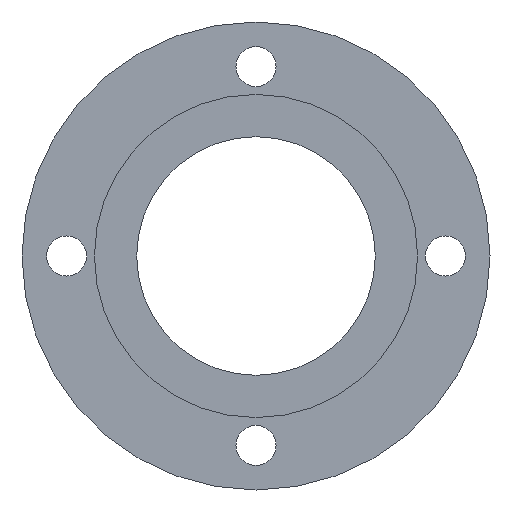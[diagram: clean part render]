
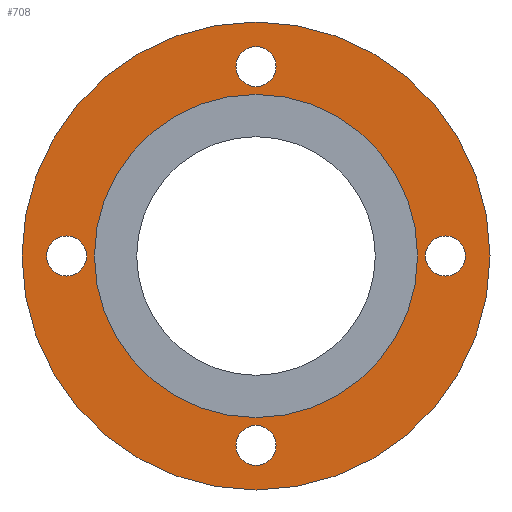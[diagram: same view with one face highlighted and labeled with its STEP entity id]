
A CAD part, front view. The second image highlights one B-rep face of the part: STEP entity #708.
In plain terms, the highlighted planar face has unit normal (0, -1, 0).
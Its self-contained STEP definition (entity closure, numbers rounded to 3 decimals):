
#9 = DIRECTION ( 'NONE',  ( 0., 1., 0. ) ) ;
#24 = CARTESIAN_POINT ( 'NONE',  ( 0., 3., 94. ) ) ;
#29 = AXIS2_PLACEMENT_3D ( 'NONE', #370, #47, #179 ) ;
#30 = VERTEX_POINT ( 'NONE', #287 ) ;
#33 = DIRECTION ( 'NONE',  ( 0., 0., -1. ) ) ;
#42 = EDGE_CURVE ( 'NONE', #636, #216, #721, .T. ) ;
#46 = VERTEX_POINT ( 'NONE', #717 ) ;
#47 = DIRECTION ( 'NONE',  ( 0., 1., 0. ) ) ;
#59 = DIRECTION ( 'NONE',  ( 0., 0., -1. ) ) ;
#60 = AXIS2_PLACEMENT_3D ( 'NONE', #650, #583, #278 ) ;
#74 = VERTEX_POINT ( 'NONE', #24 ) ;
#75 = AXIS2_PLACEMENT_3D ( 'NONE', #763, #9, #392 ) ;
#85 = DIRECTION ( 'NONE',  ( 0., 0., -1. ) ) ;
#97 = CIRCLE ( 'NONE', #75, 72.5 ) ;
#116 = CARTESIAN_POINT ( 'NONE',  ( -85., 3., 0. ) ) ;
#124 = EDGE_CURVE ( 'NONE', #338, #419, #785, .T. ) ;
#133 = AXIS2_PLACEMENT_3D ( 'NONE', #369, #616, #259 ) ;
#141 = ORIENTED_EDGE ( 'NONE', *, *, #725, .F. ) ;
#142 = EDGE_CURVE ( 'NONE', #793, #343, #443, .T. ) ;
#152 = VERTEX_POINT ( 'NONE', #775 ) ;
#169 = ORIENTED_EDGE ( 'NONE', *, *, #124, .F. ) ;
#170 = CIRCLE ( 'NONE', #29, 105. ) ;
#177 = AXIS2_PLACEMENT_3D ( 'NONE', #807, #266, #514 ) ;
#179 = DIRECTION ( 'NONE',  ( 0., 0., 1. ) ) ;
#185 = CARTESIAN_POINT ( 'NONE',  ( 0., 3., -94. ) ) ;
#188 = DIRECTION ( 'NONE',  ( 0., -1., 0. ) ) ;
#204 = EDGE_LOOP ( 'NONE', ( #223, #169 ) ) ;
#207 = CARTESIAN_POINT ( 'NONE',  ( 0., 3., 85. ) ) ;
#209 = ORIENTED_EDGE ( 'NONE', *, *, #800, .F. ) ;
#214 = CIRCLE ( 'NONE', #501, 9. ) ;
#216 = VERTEX_POINT ( 'NONE', #185 ) ;
#220 = VERTEX_POINT ( 'NONE', #429 ) ;
#223 = ORIENTED_EDGE ( 'NONE', *, *, #712, .F. ) ;
#229 = ORIENTED_EDGE ( 'NONE', *, *, #142, .F. ) ;
#230 = AXIS2_PLACEMENT_3D ( 'NONE', #464, #656, #713 ) ;
#235 = DIRECTION ( 'NONE',  ( 0., -1., 0. ) ) ;
#243 = CIRCLE ( 'NONE', #177, 9. ) ;
#246 = FACE_BOUND ( 'NONE', #376, .T. ) ;
#250 = DIRECTION ( 'NONE',  ( 0., 0., 1. ) ) ;
#256 = CARTESIAN_POINT ( 'NONE',  ( 0., 3., 72.5 ) ) ;
#259 = DIRECTION ( 'NONE',  ( 0., 0., -1. ) ) ;
#263 = DIRECTION ( 'NONE',  ( 0., 1., 0. ) ) ;
#266 = DIRECTION ( 'NONE',  ( 0., -1., 0. ) ) ;
#270 = DIRECTION ( 'NONE',  ( 0., 0., -1. ) ) ;
#278 = DIRECTION ( 'NONE',  ( 0., 0., 1. ) ) ;
#287 = CARTESIAN_POINT ( 'NONE',  ( 0., 3., 76. ) ) ;
#288 = ORIENTED_EDGE ( 'NONE', *, *, #746, .F. ) ;
#305 = CIRCLE ( 'NONE', #133, 9. ) ;
#312 = DIRECTION ( 'NONE',  ( 0., 0., -1. ) ) ;
#327 = ORIENTED_EDGE ( 'NONE', *, *, #541, .F. ) ;
#338 = VERTEX_POINT ( 'NONE', #506 ) ;
#343 = VERTEX_POINT ( 'NONE', #456 ) ;
#347 = CIRCLE ( 'NONE', #701, 9. ) ;
#354 = EDGE_CURVE ( 'NONE', #74, #30, #347, .T. ) ;
#361 = FACE_BOUND ( 'NONE', #644, .T. ) ;
#365 = DIRECTION ( 'NONE',  ( 0., -1., 0. ) ) ;
#369 = CARTESIAN_POINT ( 'NONE',  ( 0., 3., 85. ) ) ;
#370 = CARTESIAN_POINT ( 'NONE',  ( 0., 3., 0. ) ) ;
#375 = CARTESIAN_POINT ( 'NONE',  ( 0., 3., 72.5 ) ) ;
#376 = EDGE_LOOP ( 'NONE', ( #327, #382 ) ) ;
#380 = CARTESIAN_POINT ( 'NONE',  ( 0., 3., 105. ) ) ;
#382 = ORIENTED_EDGE ( 'NONE', *, *, #354, .F. ) ;
#384 = AXIS2_PLACEMENT_3D ( 'NONE', #562, #263, #250 ) ;
#392 = DIRECTION ( 'NONE',  ( 0., 0., 1. ) ) ;
#395 = AXIS2_PLACEMENT_3D ( 'NONE', #116, #365, #85 ) ;
#404 = EDGE_CURVE ( 'NONE', #220, #481, #97, .T. ) ;
#419 = VERTEX_POINT ( 'NONE', #380 ) ;
#422 = FACE_BOUND ( 'NONE', #527, .T. ) ;
#429 = CARTESIAN_POINT ( 'NONE',  ( 0., 3., -72.5 ) ) ;
#436 = DIRECTION ( 'NONE',  ( 0., -1., 0. ) ) ;
#442 = EDGE_LOOP ( 'NONE', ( #606, #596 ) ) ;
#443 = CIRCLE ( 'NONE', #230, 9. ) ;
#456 = CARTESIAN_POINT ( 'NONE',  ( 85., 3., -9. ) ) ;
#464 = CARTESIAN_POINT ( 'NONE',  ( 85., 3., 0. ) ) ;
#466 = EDGE_CURVE ( 'NONE', #216, #636, #243, .T. ) ;
#481 = VERTEX_POINT ( 'NONE', #375 ) ;
#484 = CARTESIAN_POINT ( 'NONE',  ( 0., 3., -76. ) ) ;
#495 = FACE_BOUND ( 'NONE', #442, .T. ) ;
#500 = DIRECTION ( 'NONE',  ( 0., -1., 0. ) ) ;
#501 = AXIS2_PLACEMENT_3D ( 'NONE', #547, #235, #799 ) ;
#503 = ORIENTED_EDGE ( 'NONE', *, *, #466, .F. ) ;
#506 = CARTESIAN_POINT ( 'NONE',  ( 0., 3., -105. ) ) ;
#514 = DIRECTION ( 'NONE',  ( 0., 0., -1. ) ) ;
#525 = CIRCLE ( 'NONE', #395, 9. ) ;
#527 = EDGE_LOOP ( 'NONE', ( #503, #754 ) ) ;
#529 = AXIS2_PLACEMENT_3D ( 'NONE', #256, #436, #312 ) ;
#538 = CARTESIAN_POINT ( 'NONE',  ( 0., 3., -85. ) ) ;
#541 = EDGE_CURVE ( 'NONE', #30, #74, #305, .T. ) ;
#547 = CARTESIAN_POINT ( 'NONE',  ( -85., 3., 0. ) ) ;
#562 = CARTESIAN_POINT ( 'NONE',  ( 0., 3., 0. ) ) ;
#583 = DIRECTION ( 'NONE',  ( 0., 1., 0. ) ) ;
#596 = ORIENTED_EDGE ( 'NONE', *, *, #404, .T. ) ;
#601 = AXIS2_PLACEMENT_3D ( 'NONE', #617, #188, #59 ) ;
#606 = ORIENTED_EDGE ( 'NONE', *, *, #659, .T. ) ;
#616 = DIRECTION ( 'NONE',  ( 0., -1., 0. ) ) ;
#617 = CARTESIAN_POINT ( 'NONE',  ( 85., 3., 0. ) ) ;
#636 = VERTEX_POINT ( 'NONE', #484 ) ;
#644 = EDGE_LOOP ( 'NONE', ( #209, #141 ) ) ;
#650 = CARTESIAN_POINT ( 'NONE',  ( 0., 3., 0. ) ) ;
#656 = DIRECTION ( 'NONE',  ( 0., -1., 0. ) ) ;
#659 = EDGE_CURVE ( 'NONE', #481, #220, #668, .T. ) ;
#668 = CIRCLE ( 'NONE', #384, 72.5 ) ;
#681 = CARTESIAN_POINT ( 'NONE',  ( 85., 3., 9. ) ) ;
#685 = FACE_BOUND ( 'NONE', #783, .T. ) ;
#692 = AXIS2_PLACEMENT_3D ( 'NONE', #538, #780, #33 ) ;
#701 = AXIS2_PLACEMENT_3D ( 'NONE', #207, #500, #270 ) ;
#708 = ADVANCED_FACE ( 'NONE', ( #685, #246, #361, #422, #495, #744 ), #741, .T. ) ;
#711 = CIRCLE ( 'NONE', #601, 9. ) ;
#712 = EDGE_CURVE ( 'NONE', #419, #338, #170, .T. ) ;
#713 = DIRECTION ( 'NONE',  ( 0., 0., -1. ) ) ;
#717 = CARTESIAN_POINT ( 'NONE',  ( -85., 3., 9. ) ) ;
#721 = CIRCLE ( 'NONE', #692, 9. ) ;
#725 = EDGE_CURVE ( 'NONE', #46, #152, #214, .T. ) ;
#741 = PLANE ( 'NONE',  #529 ) ;
#744 = FACE_OUTER_BOUND ( 'NONE', #204, .T. ) ;
#746 = EDGE_CURVE ( 'NONE', #343, #793, #711, .T. ) ;
#754 = ORIENTED_EDGE ( 'NONE', *, *, #42, .F. ) ;
#763 = CARTESIAN_POINT ( 'NONE',  ( 0., 3., 0. ) ) ;
#775 = CARTESIAN_POINT ( 'NONE',  ( -85., 3., -9. ) ) ;
#780 = DIRECTION ( 'NONE',  ( 0., -1., 0. ) ) ;
#783 = EDGE_LOOP ( 'NONE', ( #288, #229 ) ) ;
#785 = CIRCLE ( 'NONE', #60, 105. ) ;
#793 = VERTEX_POINT ( 'NONE', #681 ) ;
#799 = DIRECTION ( 'NONE',  ( 0., 0., -1. ) ) ;
#800 = EDGE_CURVE ( 'NONE', #152, #46, #525, .T. ) ;
#807 = CARTESIAN_POINT ( 'NONE',  ( 0., 3., -85. ) ) ;
